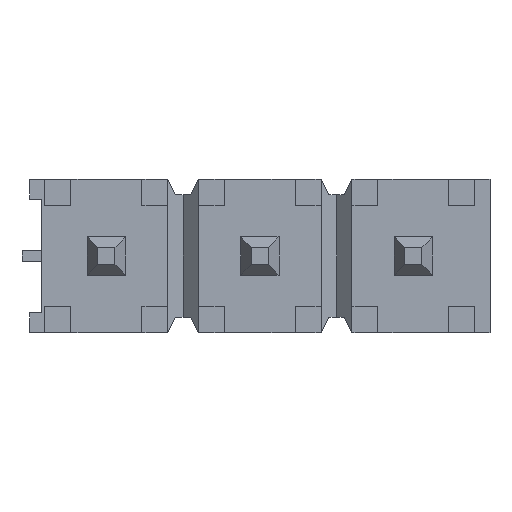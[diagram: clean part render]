
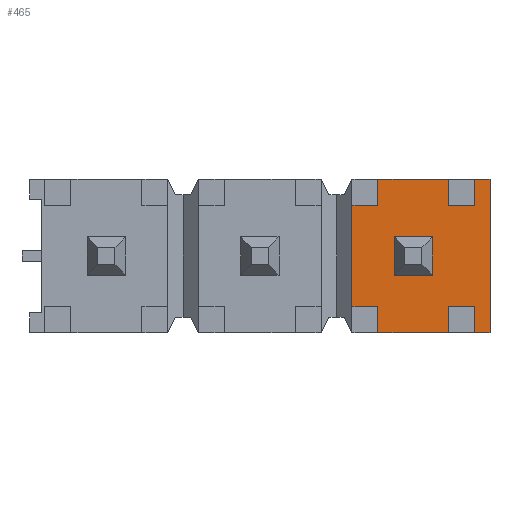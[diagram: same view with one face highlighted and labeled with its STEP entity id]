
A CAD part, front view. The second image highlights one B-rep face of the part: STEP entity #465.
In plain terms, the highlighted planar face has unit normal (0, -1, 0).
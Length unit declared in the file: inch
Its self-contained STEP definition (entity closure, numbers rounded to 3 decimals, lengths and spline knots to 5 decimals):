
#465 = ADVANCED_FACE( '', ( #957, #958 ), #959, .T. );
#957 = FACE_OUTER_BOUND( '', #1473, .T. );
#958 = FACE_BOUND( '', #1474, .T. );
#959 = PLANE( '', #1475 );
#1473 = EDGE_LOOP( '', ( #2674, #2675, #2676, #2677, #2678, #2679, #2680, #2681, #2682, #2683, #2684, #2685, #2686, #2687, #2688, #2689 ) );
#1474 = EDGE_LOOP( '', ( #2690, #2691, #2692, #2693 ) );
#1475 = AXIS2_PLACEMENT_3D( '', #2694, #2695, #2696 );
#2674 = ORIENTED_EDGE( '', *, *, #3251, .T. );
#2675 = ORIENTED_EDGE( '', *, *, #3423, .T. );
#2676 = ORIENTED_EDGE( '', *, *, #3540, .T. );
#2677 = ORIENTED_EDGE( '', *, *, #3206, .T. );
#2678 = ORIENTED_EDGE( '', *, *, #3572, .F. );
#2679 = ORIENTED_EDGE( '', *, *, #3420, .T. );
#2680 = ORIENTED_EDGE( '', *, *, #3092, .T. );
#2681 = ORIENTED_EDGE( '', *, *, #3195, .T. );
#2682 = ORIENTED_EDGE( '', *, *, #3573, .F. );
#2683 = ORIENTED_EDGE( '', *, *, #3373, .F. );
#2684 = ORIENTED_EDGE( '', *, *, #3291, .T. );
#2685 = ORIENTED_EDGE( '', *, *, #3156, .T. );
#2686 = ORIENTED_EDGE( '', *, *, #3574, .F. );
#2687 = ORIENTED_EDGE( '', *, *, #3477, .F. );
#2688 = ORIENTED_EDGE( '', *, *, #3522, .T. );
#2689 = ORIENTED_EDGE( '', *, *, #3153, .T. );
#2690 = ORIENTED_EDGE( '', *, *, #3537, .F. );
#2691 = ORIENTED_EDGE( '', *, *, #3263, .F. );
#2692 = ORIENTED_EDGE( '', *, *, #3189, .F. );
#2693 = ORIENTED_EDGE( '', *, *, #3575, .F. );
#2694 = CARTESIAN_POINT( '', ( 0.18637, 0.02, 0.1 ) );
#2695 = DIRECTION( '', ( 0., -1., 0. ) );
#2696 = DIRECTION( '', ( 0., 0., -1. ) );
#3092 = EDGE_CURVE( '', #3674, #3672, #3675, .T. );
#3153 = EDGE_CURVE( '', #3781, #3779, #3782, .T. );
#3156 = EDGE_CURVE( '', #3786, #3784, #3787, .T. );
#3189 = EDGE_CURVE( '', #3839, #3841, #3842, .T. );
#3195 = EDGE_CURVE( '', #3672, #3849, #3850, .T. );
#3206 = EDGE_CURVE( '', #3869, #3867, #3870, .T. );
#3251 = EDGE_CURVE( '', #3779, #3938, #3939, .T. );
#3263 = EDGE_CURVE( '', #3841, #3957, #3958, .T. );
#3291 = EDGE_CURVE( '', #4000, #3786, #4001, .T. );
#3373 = EDGE_CURVE( '', #4000, #4129, #4130, .T. );
#3420 = EDGE_CURVE( '', #4193, #3674, #4194, .T. );
#3423 = EDGE_CURVE( '', #3938, #4196, #4198, .T. );
#3477 = EDGE_CURVE( '', #4278, #4279, #4280, .T. );
#3522 = EDGE_CURVE( '', #4278, #3781, #4335, .T. );
#3537 = EDGE_CURVE( '', #3957, #4352, #4353, .T. );
#3540 = EDGE_CURVE( '', #4196, #3869, #4356, .T. );
#3572 = EDGE_CURVE( '', #4193, #3867, #4391, .T. );
#3573 = EDGE_CURVE( '', #4129, #3849, #4392, .T. );
#3574 = EDGE_CURVE( '', #4279, #3784, #4393, .T. );
#3575 = EDGE_CURVE( '', #4352, #3839, #4394, .T. );
#3672 = VERTEX_POINT( '', #4508 );
#3674 = VERTEX_POINT( '', #4511 );
#3675 = LINE( '', #4512, #4513 );
#3779 = VERTEX_POINT( '', #4664 );
#3781 = VERTEX_POINT( '', #4667 );
#3782 = LINE( '', #4668, #4669 );
#3784 = VERTEX_POINT( '', #4672 );
#3786 = VERTEX_POINT( '', #4675 );
#3787 = LINE( '', #4676, #4677 );
#3839 = VERTEX_POINT( '', #4753 );
#3841 = VERTEX_POINT( '', #4756 );
#3842 = LINE( '', #4757, #4758 );
#3849 = VERTEX_POINT( '', #4768 );
#3850 = LINE( '', #4769, #4770 );
#3867 = VERTEX_POINT( '', #4794 );
#3869 = VERTEX_POINT( '', #4797 );
#3870 = LINE( '', #4798, #4799 );
#3938 = VERTEX_POINT( '', #4901 );
#3939 = LINE( '', #4902, #4903 );
#3957 = VERTEX_POINT( '', #4929 );
#3958 = LINE( '', #4930, #4931 );
#4000 = VERTEX_POINT( '', #4995 );
#4001 = LINE( '', #4996, #4997 );
#4129 = VERTEX_POINT( '', #5188 );
#4130 = LINE( '', #5189, #5190 );
#4193 = VERTEX_POINT( '', #5287 );
#4194 = LINE( '', #5288, #5289 );
#4196 = VERTEX_POINT( '', #5292 );
#4198 = LINE( '', #5295, #5296 );
#4278 = VERTEX_POINT( '', #5417 );
#4279 = VERTEX_POINT( '', #5418 );
#4280 = LINE( '', #5419, #5420 );
#4335 = LINE( '', #5508, #5509 );
#4352 = VERTEX_POINT( '', #5534 );
#4353 = LINE( '', #5535, #5536 );
#4356 = LINE( '', #5540, #5541 );
#4391 = LINE( '', #5592, #5593 );
#4392 = LINE( '', #5594, #5595 );
#4393 = LINE( '', #5596, #5597 );
#4394 = LINE( '', #5598, #5599 );
#4508 = CARTESIAN_POINT( '', ( 0.07688, 0.02, 0.033 ) );
#4511 = CARTESIAN_POINT( '', ( 0.07688, 0.02, 0.05 ) );
#4512 = CARTESIAN_POINT( '', ( 0.07688, 0.02, 0.1 ) );
#4513 = VECTOR( '', #5722, 39.37008 );
#4664 = CARTESIAN_POINT( '', ( 0.15, 0.02, -0.05 ) );
#4667 = CARTESIAN_POINT( '', ( 0.14012, 0.02, -0.05 ) );
#4668 = CARTESIAN_POINT( '', ( 0.15, 0.02, -0.05 ) );
#4669 = VECTOR( '', #5771, 39.37008 );
#4672 = CARTESIAN_POINT( '', ( 0.12312, 0.02, -0.05 ) );
#4675 = CARTESIAN_POINT( '', ( 0.07688, 0.02, -0.05 ) );
#4676 = CARTESIAN_POINT( '', ( 0.15, 0.02, -0.05 ) );
#4677 = VECTOR( '', #5774, 39.37008 );
#4753 = CARTESIAN_POINT( '', ( 0.1125, 0.02, -0.0125 ) );
#4756 = CARTESIAN_POINT( '', ( 0.1125, 0.02, 0.0125 ) );
#4757 = CARTESIAN_POINT( '', ( 0.1125, 0.02, 0.0125 ) );
#4758 = VECTOR( '', #5800, 39.37008 );
#4768 = CARTESIAN_POINT( '', ( 0.06, 0.02, 0.033 ) );
#4769 = CARTESIAN_POINT( '', ( 0.3, 0.02, 0.033 ) );
#4770 = VECTOR( '', #5804, 39.37008 );
#4794 = CARTESIAN_POINT( '', ( 0.12312, 0.02, 0.033 ) );
#4797 = CARTESIAN_POINT( '', ( 0.14012, 0.02, 0.033 ) );
#4798 = CARTESIAN_POINT( '', ( 0.3, 0.02, 0.033 ) );
#4799 = VECTOR( '', #5813, 39.37008 );
#4901 = CARTESIAN_POINT( '', ( 0.15, 0.02, 0.05 ) );
#4902 = CARTESIAN_POINT( '', ( 0.15, 0.02, 0.05 ) );
#4903 = VECTOR( '', #5848, 39.37008 );
#4929 = CARTESIAN_POINT( '', ( 0.0875, 0.02, 0.0125 ) );
#4930 = CARTESIAN_POINT( '', ( 0.0875, 0.02, 0.0125 ) );
#4931 = VECTOR( '', #5857, 39.37008 );
#4995 = CARTESIAN_POINT( '', ( 0.07688, 0.02, -0.033 ) );
#4996 = CARTESIAN_POINT( '', ( 0.07688, 0.02, 0.1 ) );
#4997 = VECTOR( '', #5880, 39.37008 );
#5188 = CARTESIAN_POINT( '', ( 0.06, 0.02, -0.033 ) );
#5189 = CARTESIAN_POINT( '', ( 0.3, 0.02, -0.033 ) );
#5190 = VECTOR( '', #5944, 39.37008 );
#5287 = CARTESIAN_POINT( '', ( 0.12312, 0.02, 0.05 ) );
#5288 = CARTESIAN_POINT( '', ( -0.15, 0.02, 0.05 ) );
#5289 = VECTOR( '', #5979, 39.37008 );
#5292 = CARTESIAN_POINT( '', ( 0.14012, 0.02, 0.05 ) );
#5295 = CARTESIAN_POINT( '', ( -0.15, 0.02, 0.05 ) );
#5296 = VECTOR( '', #5982, 39.37008 );
#5417 = CARTESIAN_POINT( '', ( 0.14012, 0.02, -0.033 ) );
#5418 = CARTESIAN_POINT( '', ( 0.12312, 0.02, -0.033 ) );
#5419 = CARTESIAN_POINT( '', ( 0.3, 0.02, -0.033 ) );
#5420 = VECTOR( '', #6024, 39.37008 );
#5508 = CARTESIAN_POINT( '', ( 0.14012, 0.02, 0.1 ) );
#5509 = VECTOR( '', #6058, 39.37008 );
#5534 = CARTESIAN_POINT( '', ( 0.0875, 0.02, -0.0125 ) );
#5535 = CARTESIAN_POINT( '', ( 0.0875, 0.02, -0.0125 ) );
#5536 = VECTOR( '', #6067, 39.37008 );
#5540 = CARTESIAN_POINT( '', ( 0.14012, 0.02, 0.1 ) );
#5541 = VECTOR( '', #6069, 39.37008 );
#5592 = CARTESIAN_POINT( '', ( 0.12312, 0.02, 0.1 ) );
#5593 = VECTOR( '', #6086, 39.37008 );
#5594 = CARTESIAN_POINT( '', ( 0.06, 0.02, 0.3 ) );
#5595 = VECTOR( '', #6087, 39.37008 );
#5596 = CARTESIAN_POINT( '', ( 0.12312, 0.02, 0.1 ) );
#5597 = VECTOR( '', #6088, 39.37008 );
#5598 = CARTESIAN_POINT( '', ( 0.1125, 0.02, -0.0125 ) );
#5599 = VECTOR( '', #6089, 39.37008 );
#5722 = DIRECTION( '', ( 0., 0., -1. ) );
#5771 = DIRECTION( '', ( 1., 0., 0. ) );
#5774 = DIRECTION( '', ( 1., 0., 0. ) );
#5800 = DIRECTION( '', ( 0., 0., 1. ) );
#5804 = DIRECTION( '', ( -1., 0., 0. ) );
#5813 = DIRECTION( '', ( -1., 0., 0. ) );
#5848 = DIRECTION( '', ( 0., 0., 1. ) );
#5857 = DIRECTION( '', ( -1., 0., 0. ) );
#5880 = DIRECTION( '', ( 0., 0., -1. ) );
#5944 = DIRECTION( '', ( -1., 0., 0. ) );
#5979 = DIRECTION( '', ( -1., 0., 0. ) );
#5982 = DIRECTION( '', ( -1., 0., 0. ) );
#6024 = DIRECTION( '', ( -1., 0., 0. ) );
#6058 = DIRECTION( '', ( 0., 0., -1. ) );
#6067 = DIRECTION( '', ( 0., 0., -1. ) );
#6069 = DIRECTION( '', ( 0., 0., -1. ) );
#6086 = DIRECTION( '', ( 0., 0., -1. ) );
#6087 = DIRECTION( '', ( 0., 0., 1. ) );
#6088 = DIRECTION( '', ( 0., 0., -1. ) );
#6089 = DIRECTION( '', ( 1., 0., 0. ) );
